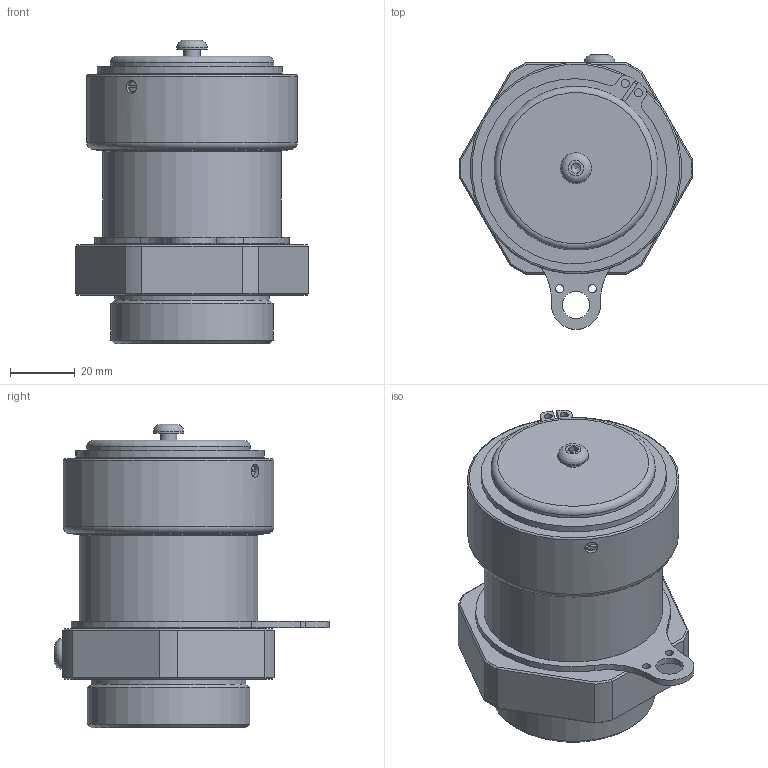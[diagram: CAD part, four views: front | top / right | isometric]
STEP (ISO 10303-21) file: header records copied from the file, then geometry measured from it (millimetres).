
FILE_DESCRIPTION(/* description */ (''),/* implementation_level */ '2;1');
FILE_NAME(/* name */ 'ControlEx Exd-40-S-BR.stp',/* time_stamp */ '2022-11-18T14:29:46+00:00',/* author */ ('areid2'),/* organization */ (''),/* preprocessor_version */ 'ST-DEVELOPER v18.1',/* originating_system */ 'Autodesk Inventor 2020',/* authorisation */ '');
FILE_SCHEMA (('AUTOMOTIVE_DESIGN { 1 0 10303 214 3 1 1 }'));
Length unit declared in the file: millimetre
Products named in the file (1): Part16
Bounding box: 71.97 x 84.55 x 93.46 mm (x, y, z)
Volume: 312115.4 mm3; surface area: 64076.2 mm2
Topology: 10 solids, 10 shells, 169 faces, 431 edges, 301 vertices
Faces by surface type: plane 85, cylinder 50, cone 26, torus 6, bspline 2
Full cylindrical faces by diameter (mm): 2.489 x2, 2.5 x2, 4 x2, 4.134 x1, 5 x3, 8.5 x1, 9.5 x2, 37 x1, 43.05 x1, 45.2 x1, 47 x1, 47.65 x1, 48 x1, 50 x1, 50.5 x2, 51 x1, 53 x1, 55 x2, 55.05 x1, 58.75 x1, 65 x1
Entity records: 5542 total; most frequent: CARTESIAN_POINT 1098, DIRECTION 929, ORIENTED_EDGE 844, EDGE_CURVE 422, AXIS2_PLACEMENT_3D 384, VERTEX_POINT 292, CIRCLE 210, EDGE_LOOP 200
